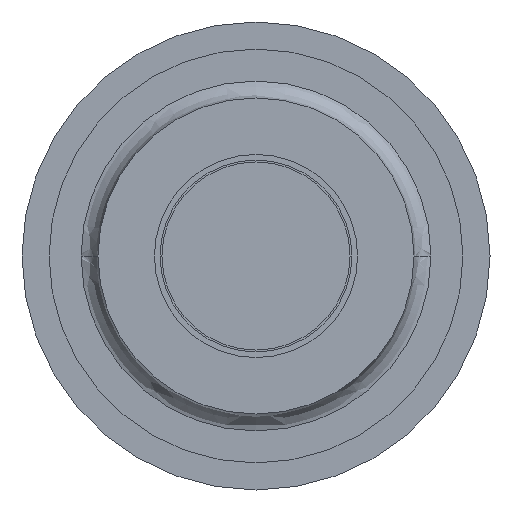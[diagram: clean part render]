
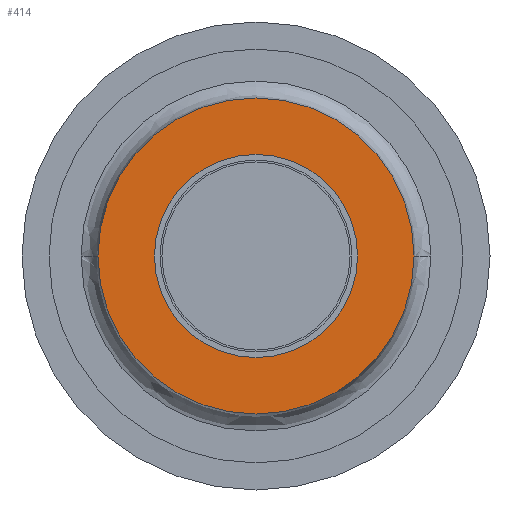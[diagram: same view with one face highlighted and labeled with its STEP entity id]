
A CAD part, front view. The second image highlights one B-rep face of the part: STEP entity #414.
In plain terms, the highlighted planar face has unit normal (0, -1, 0).
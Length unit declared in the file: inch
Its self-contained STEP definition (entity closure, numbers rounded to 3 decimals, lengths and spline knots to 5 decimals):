
#263 = DIRECTION ( 'NONE',  ( 0., 0., 1. ) ) ;
#264 = DIRECTION ( 'NONE',  ( 0., 1., 0. ) ) ;
#265 = CARTESIAN_POINT ( 'NONE',  ( 0., -0.62, 0. ) ) ;
#380 = AXIS2_PLACEMENT_3D ( 'NONE', #788, #778, #777 ) ;
#414 = ADVANCED_FACE ( 'NONE', ( #597, #469 ), #780, .T. ) ;
#469 = FACE_BOUND ( 'NONE', #567, .T. ) ;
#567 = EDGE_LOOP ( 'NONE', ( #1053, #1122 ) ) ;
#597 = FACE_OUTER_BOUND ( 'NONE', #1884, .T. ) ;
#646 = CIRCLE ( 'NONE', #1432, 0.21 ) ;
#676 = CIRCLE ( 'NONE', #1437, 0.135 ) ;
#777 = DIRECTION ( 'NONE',  ( 0., 0., -1. ) ) ;
#778 = DIRECTION ( 'NONE',  ( 0., -1., 0. ) ) ;
#780 = PLANE ( 'NONE',  #380 ) ;
#788 = CARTESIAN_POINT ( 'NONE',  ( 0., -0.62, 0. ) ) ;
#944 = CIRCLE ( 'NONE', #1530, 0.21 ) ;
#966 = CIRCLE ( 'NONE', #1531, 0.135 ) ;
#1053 = ORIENTED_EDGE ( 'NONE', *, *, #1405, .T. ) ;
#1058 = ORIENTED_EDGE ( 'NONE', *, *, #1185, .T. ) ;
#1122 = ORIENTED_EDGE ( 'NONE', *, *, #1176, .T. ) ;
#1176 = EDGE_CURVE ( 'NONE', #1961, #1836, #676, .T. ) ;
#1185 = EDGE_CURVE ( 'NONE', #1959, #1870, #646, .T. ) ;
#1231 = CARTESIAN_POINT ( 'NONE',  ( 0., -0.62, 0.21 ) ) ;
#1292 = CARTESIAN_POINT ( 'NONE',  ( 0., -0.62, -0.21 ) ) ;
#1294 = CARTESIAN_POINT ( 'NONE',  ( 0., -0.62, -0.135 ) ) ;
#1404 = EDGE_CURVE ( 'NONE', #1870, #1959, #944, .T. ) ;
#1405 = EDGE_CURVE ( 'NONE', #1836, #1961, #966, .T. ) ;
#1432 = AXIS2_PLACEMENT_3D ( 'NONE', #1976, #1975, #1974 ) ;
#1437 = AXIS2_PLACEMENT_3D ( 'NONE', #265, #264, #263 ) ;
#1530 = AXIS2_PLACEMENT_3D ( 'NONE', #1696, #1697, #1698 ) ;
#1531 = AXIS2_PLACEMENT_3D ( 'NONE', #1699, #1700, #1701 ) ;
#1696 = CARTESIAN_POINT ( 'NONE',  ( 0., -0.62, 0. ) ) ;
#1697 = DIRECTION ( 'NONE',  ( 0., -1., 0. ) ) ;
#1698 = DIRECTION ( 'NONE',  ( 0., 0., 1. ) ) ;
#1699 = CARTESIAN_POINT ( 'NONE',  ( 0., -0.62, 0. ) ) ;
#1700 = DIRECTION ( 'NONE',  ( 0., 1., 0. ) ) ;
#1701 = DIRECTION ( 'NONE',  ( 0., 0., 1. ) ) ;
#1828 = CARTESIAN_POINT ( 'NONE',  ( 0., -0.62, 0.135 ) ) ;
#1836 = VERTEX_POINT ( 'NONE', #1828 ) ;
#1870 = VERTEX_POINT ( 'NONE', #1231 ) ;
#1884 = EDGE_LOOP ( 'NONE', ( #1901, #1058 ) ) ;
#1901 = ORIENTED_EDGE ( 'NONE', *, *, #1404, .T. ) ;
#1959 = VERTEX_POINT ( 'NONE', #1292 ) ;
#1961 = VERTEX_POINT ( 'NONE', #1294 ) ;
#1974 = DIRECTION ( 'NONE',  ( 0., 0., 1. ) ) ;
#1975 = DIRECTION ( 'NONE',  ( 0., -1., 0. ) ) ;
#1976 = CARTESIAN_POINT ( 'NONE',  ( 0., -0.62, 0. ) ) ;
